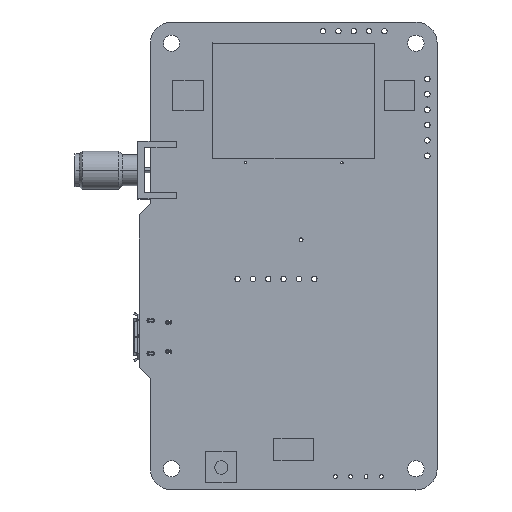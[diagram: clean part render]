
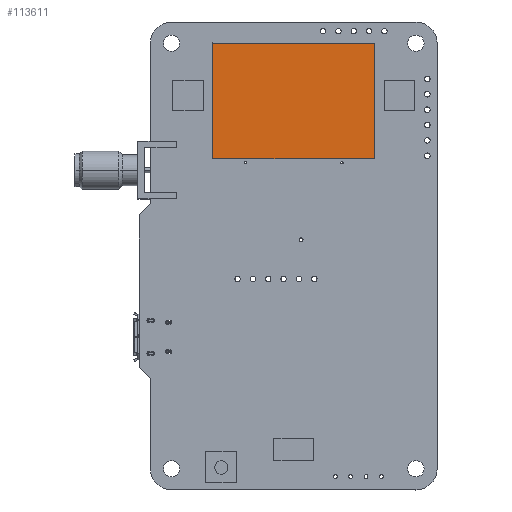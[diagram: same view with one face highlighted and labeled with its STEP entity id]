
A CAD part, top view. The second image highlights one B-rep face of the part: STEP entity #113611.
In plain terms, the highlighted planar face has unit normal (0, 0, 1).
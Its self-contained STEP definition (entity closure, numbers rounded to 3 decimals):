
#113220 = VERTEX_POINT('',#113221);
#113221 = CARTESIAN_POINT('',(-13.4,-9.6,1.613));
#113228 = PLANE('',#113229);
#113229 = AXIS2_PLACEMENT_3D('',#113230,#113231,#113232);
#113230 = CARTESIAN_POINT('',(-13.4,-9.6,0.));
#113231 = DIRECTION('',(-1.,0.,0.));
#113232 = DIRECTION('',(0.,1.,0.));
#113240 = PLANE('',#113241);
#113241 = AXIS2_PLACEMENT_3D('',#113242,#113243,#113244);
#113242 = CARTESIAN_POINT('',(13.4,-9.6,0.));
#113243 = DIRECTION('',(0.,-1.,0.));
#113244 = DIRECTION('',(-1.,0.,0.));
#113252 = EDGE_CURVE('',#113220,#113253,#113255,.T.);
#113253 = VERTEX_POINT('',#113254);
#113254 = CARTESIAN_POINT('',(-13.4,9.6,1.613));
#113255 = SURFACE_CURVE('',#113256,(#113260,#113267),.PCURVE_S1.);
#113256 = LINE('',#113257,#113258);
#113257 = CARTESIAN_POINT('',(-13.4,-9.6,1.613));
#113258 = VECTOR('',#113259,1.);
#113259 = DIRECTION('',(0.,1.,0.));
#113260 = PCURVE('',#113228,#113261);
#113261 = DEFINITIONAL_REPRESENTATION('',(#113262),#113266);
#113262 = LINE('',#113263,#113264);
#113263 = CARTESIAN_POINT('',(0.,-1.613));
#113264 = VECTOR('',#113265,1.);
#113265 = DIRECTION('',(1.,0.));
#113266 = ( GEOMETRIC_REPRESENTATION_CONTEXT(2) 
PARAMETRIC_REPRESENTATION_CONTEXT() REPRESENTATION_CONTEXT('2D SPACE',''
  ) );
#113267 = PCURVE('',#113268,#113273);
#113268 = PLANE('',#113269);
#113269 = AXIS2_PLACEMENT_3D('',#113270,#113271,#113272);
#113270 = CARTESIAN_POINT('',(-13.4,-9.6,1.613));
#113271 = DIRECTION('',(0.,0.,1.));
#113272 = DIRECTION('',(1.,0.,0.));
#113273 = DEFINITIONAL_REPRESENTATION('',(#113274),#113278);
#113274 = LINE('',#113275,#113276);
#113275 = CARTESIAN_POINT('',(0.,0.));
#113276 = VECTOR('',#113277,1.);
#113277 = DIRECTION('',(0.,1.));
#113278 = ( GEOMETRIC_REPRESENTATION_CONTEXT(2) 
PARAMETRIC_REPRESENTATION_CONTEXT() REPRESENTATION_CONTEXT('2D SPACE',''
  ) );
#113296 = PLANE('',#113297);
#113297 = AXIS2_PLACEMENT_3D('',#113298,#113299,#113300);
#113298 = CARTESIAN_POINT('',(-13.4,9.6,0.));
#113299 = DIRECTION('',(0.707,0.707,0.));
#113300 = DIRECTION('',(0.707,-0.707,0.));
#113338 = EDGE_CURVE('',#113253,#113339,#113341,.T.);
#113339 = VERTEX_POINT('',#113340);
#113340 = CARTESIAN_POINT('',(-13.3,9.5,1.613));
#113341 = SURFACE_CURVE('',#113342,(#113346,#113353),.PCURVE_S1.);
#113342 = LINE('',#113343,#113344);
#113343 = CARTESIAN_POINT('',(-13.4,9.6,1.613));
#113344 = VECTOR('',#113345,1.);
#113345 = DIRECTION('',(0.707,-0.707,0.));
#113346 = PCURVE('',#113296,#113347);
#113347 = DEFINITIONAL_REPRESENTATION('',(#113348),#113352);
#113348 = LINE('',#113349,#113350);
#113349 = CARTESIAN_POINT('',(0.,-1.613));
#113350 = VECTOR('',#113351,1.);
#113351 = DIRECTION('',(1.,0.));
#113352 = ( GEOMETRIC_REPRESENTATION_CONTEXT(2) 
PARAMETRIC_REPRESENTATION_CONTEXT() REPRESENTATION_CONTEXT('2D SPACE',''
  ) );
#113353 = PCURVE('',#113268,#113354);
#113354 = DEFINITIONAL_REPRESENTATION('',(#113355),#113359);
#113355 = LINE('',#113356,#113357);
#113356 = CARTESIAN_POINT('',(0.,19.2));
#113357 = VECTOR('',#113358,1.);
#113358 = DIRECTION('',(0.707,-0.707));
#113359 = ( GEOMETRIC_REPRESENTATION_CONTEXT(2) 
PARAMETRIC_REPRESENTATION_CONTEXT() REPRESENTATION_CONTEXT('2D SPACE',''
  ) );
#113377 = PLANE('',#113378);
#113378 = AXIS2_PLACEMENT_3D('',#113379,#113380,#113381);
#113379 = CARTESIAN_POINT('',(-13.3,9.5,0.));
#113380 = DIRECTION('',(0.,1.,0.));
#113381 = DIRECTION('',(1.,0.,0.));
#113414 = EDGE_CURVE('',#113339,#113415,#113417,.T.);
#113415 = VERTEX_POINT('',#113416);
#113416 = CARTESIAN_POINT('',(13.4,9.5,1.613));
#113417 = SURFACE_CURVE('',#113418,(#113422,#113429),.PCURVE_S1.);
#113418 = LINE('',#113419,#113420);
#113419 = CARTESIAN_POINT('',(-13.3,9.5,1.613));
#113420 = VECTOR('',#113421,1.);
#113421 = DIRECTION('',(1.,0.,0.));
#113422 = PCURVE('',#113377,#113423);
#113423 = DEFINITIONAL_REPRESENTATION('',(#113424),#113428);
#113424 = LINE('',#113425,#113426);
#113425 = CARTESIAN_POINT('',(0.,-1.613));
#113426 = VECTOR('',#113427,1.);
#113427 = DIRECTION('',(1.,0.));
#113428 = ( GEOMETRIC_REPRESENTATION_CONTEXT(2) 
PARAMETRIC_REPRESENTATION_CONTEXT() REPRESENTATION_CONTEXT('2D SPACE',''
  ) );
#113429 = PCURVE('',#113268,#113430);
#113430 = DEFINITIONAL_REPRESENTATION('',(#113431),#113435);
#113431 = LINE('',#113432,#113433);
#113432 = CARTESIAN_POINT('',(0.1,19.1));
#113433 = VECTOR('',#113434,1.);
#113434 = DIRECTION('',(1.,0.));
#113435 = ( GEOMETRIC_REPRESENTATION_CONTEXT(2) 
PARAMETRIC_REPRESENTATION_CONTEXT() REPRESENTATION_CONTEXT('2D SPACE',''
  ) );
#113453 = PLANE('',#113454);
#113454 = AXIS2_PLACEMENT_3D('',#113455,#113456,#113457);
#113455 = CARTESIAN_POINT('',(13.4,9.5,0.));
#113456 = DIRECTION('',(1.,0.,0.));
#113457 = DIRECTION('',(0.,-1.,0.));
#113490 = EDGE_CURVE('',#113415,#113491,#113493,.T.);
#113491 = VERTEX_POINT('',#113492);
#113492 = CARTESIAN_POINT('',(13.4,-9.6,1.613));
#113493 = SURFACE_CURVE('',#113494,(#113498,#113505),.PCURVE_S1.);
#113494 = LINE('',#113495,#113496);
#113495 = CARTESIAN_POINT('',(13.4,9.5,1.613));
#113496 = VECTOR('',#113497,1.);
#113497 = DIRECTION('',(0.,-1.,0.));
#113498 = PCURVE('',#113453,#113499);
#113499 = DEFINITIONAL_REPRESENTATION('',(#113500),#113504);
#113500 = LINE('',#113501,#113502);
#113501 = CARTESIAN_POINT('',(0.,-1.613));
#113502 = VECTOR('',#113503,1.);
#113503 = DIRECTION('',(1.,0.));
#113504 = ( GEOMETRIC_REPRESENTATION_CONTEXT(2) 
PARAMETRIC_REPRESENTATION_CONTEXT() REPRESENTATION_CONTEXT('2D SPACE',''
  ) );
#113505 = PCURVE('',#113268,#113506);
#113506 = DEFINITIONAL_REPRESENTATION('',(#113507),#113511);
#113507 = LINE('',#113508,#113509);
#113508 = CARTESIAN_POINT('',(26.8,19.1));
#113509 = VECTOR('',#113510,1.);
#113510 = DIRECTION('',(0.,-1.));
#113511 = ( GEOMETRIC_REPRESENTATION_CONTEXT(2) 
PARAMETRIC_REPRESENTATION_CONTEXT() REPRESENTATION_CONTEXT('2D SPACE',''
  ) );
#113561 = EDGE_CURVE('',#113491,#113220,#113562,.T.);
#113562 = SURFACE_CURVE('',#113563,(#113567,#113574),.PCURVE_S1.);
#113563 = LINE('',#113564,#113565);
#113564 = CARTESIAN_POINT('',(13.4,-9.6,1.613));
#113565 = VECTOR('',#113566,1.);
#113566 = DIRECTION('',(-1.,0.,0.));
#113567 = PCURVE('',#113240,#113568);
#113568 = DEFINITIONAL_REPRESENTATION('',(#113569),#113573);
#113569 = LINE('',#113570,#113571);
#113570 = CARTESIAN_POINT('',(0.,-1.613));
#113571 = VECTOR('',#113572,1.);
#113572 = DIRECTION('',(1.,0.));
#113573 = ( GEOMETRIC_REPRESENTATION_CONTEXT(2) 
PARAMETRIC_REPRESENTATION_CONTEXT() REPRESENTATION_CONTEXT('2D SPACE',''
  ) );
#113574 = PCURVE('',#113268,#113575);
#113575 = DEFINITIONAL_REPRESENTATION('',(#113576),#113580);
#113576 = LINE('',#113577,#113578);
#113577 = CARTESIAN_POINT('',(26.8,0.));
#113578 = VECTOR('',#113579,1.);
#113579 = DIRECTION('',(-1.,0.));
#113580 = ( GEOMETRIC_REPRESENTATION_CONTEXT(2) 
PARAMETRIC_REPRESENTATION_CONTEXT() REPRESENTATION_CONTEXT('2D SPACE',''
  ) );
#113611 = ADVANCED_FACE('',(#113612),#113268,.T.);
#113612 = FACE_BOUND('',#113613,.F.);
#113613 = EDGE_LOOP('',(#113614,#113615,#113616,#113617,#113618));
#113614 = ORIENTED_EDGE('',*,*,#113252,.T.);
#113615 = ORIENTED_EDGE('',*,*,#113338,.T.);
#113616 = ORIENTED_EDGE('',*,*,#113414,.T.);
#113617 = ORIENTED_EDGE('',*,*,#113490,.T.);
#113618 = ORIENTED_EDGE('',*,*,#113561,.T.);
